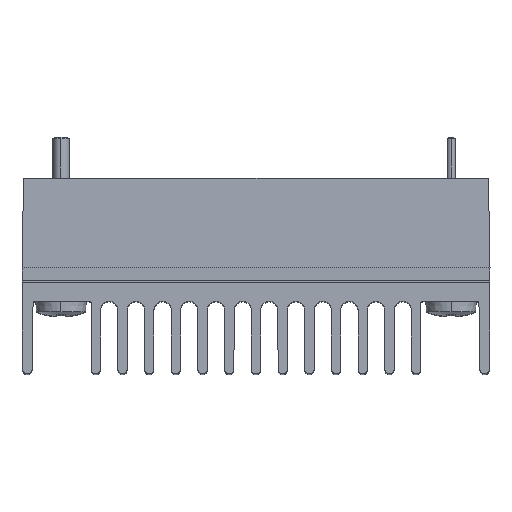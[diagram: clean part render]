
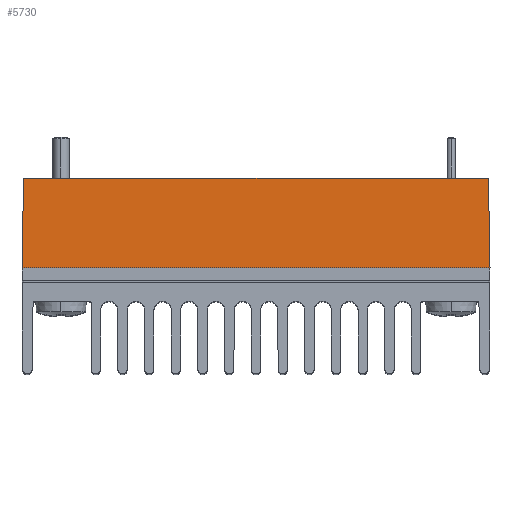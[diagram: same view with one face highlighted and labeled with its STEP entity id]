
A CAD part, top view. The second image highlights one B-rep face of the part: STEP entity #5730.
In plain terms, the highlighted planar face has unit normal (0, 0.018, 1).
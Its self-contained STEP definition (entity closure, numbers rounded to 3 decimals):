
#5674 = VERTEX_POINT('',#5675);
#5675 = CARTESIAN_POINT('',(-28.756,12.6,30.306));
#5713 = VERTEX_POINT('',#5714);
#5714 = CARTESIAN_POINT('',(-28.95,1.5,30.5));
#5720 = EDGE_CURVE('',#5674,#5713,#5721,.T.);
#5721 = LINE('',#5722,#5723);
#5722 = CARTESIAN_POINT('',(-28.95,1.5,30.5));
#5723 = VECTOR('',#5724,1.);
#5724 = DIRECTION('',(-0.017,-1.,
    0.017));
#5730 = ADVANCED_FACE('',(#5731),#5756,.T.);
#5731 = FACE_BOUND('',#5732,.T.);
#5732 = EDGE_LOOP('',(#5733,#5741,#5749,#5755));
#5733 = ORIENTED_EDGE('',*,*,#5734,.T.);
#5734 = EDGE_CURVE('',#5713,#5735,#5737,.T.);
#5735 = VERTEX_POINT('',#5736);
#5736 = CARTESIAN_POINT('',(28.95,1.5,30.5));
#5737 = LINE('',#5738,#5739);
#5738 = CARTESIAN_POINT('',(-28.95,1.5,30.5));
#5739 = VECTOR('',#5740,1.);
#5740 = DIRECTION('',(1.,0.,0.));
#5741 = ORIENTED_EDGE('',*,*,#5742,.F.);
#5742 = EDGE_CURVE('',#5743,#5735,#5745,.T.);
#5743 = VERTEX_POINT('',#5744);
#5744 = CARTESIAN_POINT('',(28.756,12.6,30.306));
#5745 = LINE('',#5746,#5747);
#5746 = CARTESIAN_POINT('',(28.931,2.564,
    30.481));
#5747 = VECTOR('',#5748,1.);
#5748 = DIRECTION('',(0.017,-1.,
    0.017));
#5749 = ORIENTED_EDGE('',*,*,#5750,.F.);
#5750 = EDGE_CURVE('',#5674,#5743,#5751,.T.);
#5751 = LINE('',#5752,#5753);
#5752 = CARTESIAN_POINT('',(-28.95,12.6,30.306));
#5753 = VECTOR('',#5754,1.);
#5754 = DIRECTION('',(1.,0.,0.));
#5755 = ORIENTED_EDGE('',*,*,#5720,.T.);
#5756 = PLANE('',#5757);
#5757 = AXIS2_PLACEMENT_3D('',#5758,#5759,#5760);
#5758 = CARTESIAN_POINT('',(-28.95,1.5,30.5));
#5759 = DIRECTION('',(0.,0.017,1.));
#5760 = DIRECTION('',(0.,-1.,0.017));
